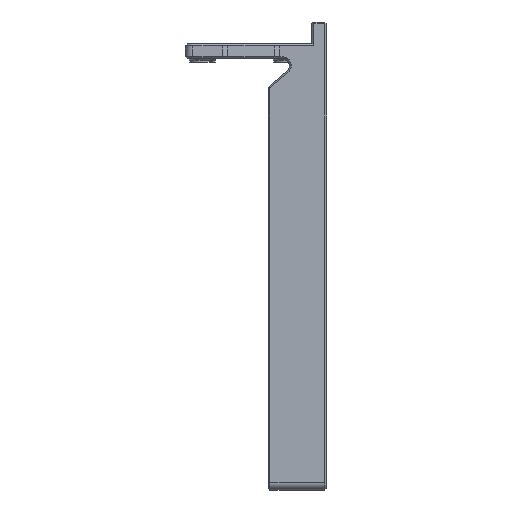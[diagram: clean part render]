
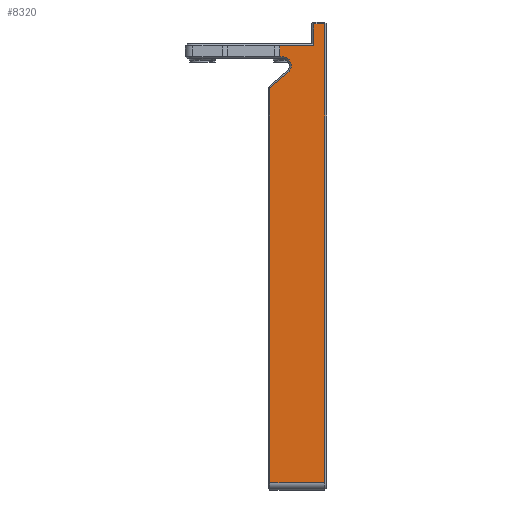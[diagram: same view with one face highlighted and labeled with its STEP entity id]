
A CAD part, front view. The second image highlights one B-rep face of the part: STEP entity #8320.
In plain terms, the highlighted planar face has unit normal (0, -1, 0).
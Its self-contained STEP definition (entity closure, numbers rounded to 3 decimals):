
#448=PLANE('',#9080);
#884=FACE_OUTER_BOUND('',#1405,.T.);
#1405=EDGE_LOOP('',(#7075,#7076,#7077,#7078,#7079,#7080,#7081,#7082,#7083,
#7084));
#1795=CIRCLE('',#8953,2.5);
#2323=LINE('',#14002,#3121);
#2327=LINE('',#14013,#3125);
#2330=LINE('',#14018,#3128);
#2379=LINE('',#14160,#3177);
#2436=LINE('',#14317,#3234);
#2478=LINE('',#14423,#3276);
#2480=LINE('',#14429,#3278);
#2482=LINE('',#14433,#3280);
#2483=LINE('',#14436,#3281);
#3121=VECTOR('',#10619,10.);
#3125=VECTOR('',#10631,10.);
#3128=VECTOR('',#10636,10.);
#3177=VECTOR('',#10729,10.);
#3234=VECTOR('',#10902,10.);
#3276=VECTOR('',#11020,10.);
#3278=VECTOR('',#11028,10.);
#3280=VECTOR('',#11034,10.);
#3281=VECTOR('',#11039,10.);
#3960=VERTEX_POINT('',#13995);
#3962=VERTEX_POINT('',#14000);
#3964=VERTEX_POINT('',#14007);
#3965=VERTEX_POINT('',#14011);
#3966=VERTEX_POINT('',#14016);
#4023=VERTEX_POINT('',#14149);
#4026=VERTEX_POINT('',#14156);
#4069=VERTEX_POINT('',#14315);
#4094=VERTEX_POINT('',#14417);
#4095=VERTEX_POINT('',#14421);
#4944=EDGE_CURVE('',#3962,#3960,#2323,.T.);
#4948=EDGE_CURVE('',#3964,#3962,#1795,.T.);
#4950=EDGE_CURVE('',#3965,#3964,#2327,.T.);
#4953=EDGE_CURVE('',#3966,#3965,#2330,.T.);
#5019=EDGE_CURVE('',#4023,#4026,#2379,.T.);
#5099=EDGE_CURVE('',#4069,#4023,#2436,.T.);
#5153=EDGE_CURVE('',#4094,#4095,#2478,.T.);
#5156=EDGE_CURVE('',#4026,#3966,#2480,.T.);
#5159=EDGE_CURVE('',#4095,#4069,#2482,.T.);
#5160=EDGE_CURVE('',#3960,#4094,#2483,.T.);
#7075=ORIENTED_EDGE('',*,*,#4950,.F.);
#7076=ORIENTED_EDGE('',*,*,#4953,.F.);
#7077=ORIENTED_EDGE('',*,*,#5156,.F.);
#7078=ORIENTED_EDGE('',*,*,#5019,.F.);
#7079=ORIENTED_EDGE('',*,*,#5099,.F.);
#7080=ORIENTED_EDGE('',*,*,#5159,.F.);
#7081=ORIENTED_EDGE('',*,*,#5153,.F.);
#7082=ORIENTED_EDGE('',*,*,#5160,.F.);
#7083=ORIENTED_EDGE('',*,*,#4944,.F.);
#7084=ORIENTED_EDGE('',*,*,#4948,.F.);
#8320=ADVANCED_FACE('',(#884),#448,.F.);
#8953=AXIS2_PLACEMENT_3D('',#14009,#10626,#10627);
#9080=AXIS2_PLACEMENT_3D('',#14435,#11037,#11038);
#10619=DIRECTION('',(-1.,0.,0.));
#10626=DIRECTION('center_axis',(0.,-1.,0.));
#10627=DIRECTION('ref_axis',(0.94,0.,0.342));
#10631=DIRECTION('',(0.766,0.,0.643));
#10636=DIRECTION('',(0.,0.,1.));
#10729=DIRECTION('',(0.,0.,-1.));
#10902=DIRECTION('',(1.,0.,0.));
#11020=DIRECTION('',(1.,0.,0.));
#11028=DIRECTION('',(-1.,0.,0.));
#11034=DIRECTION('',(0.,0.,1.));
#11037=DIRECTION('center_axis',(0.,1.,0.));
#11038=DIRECTION('ref_axis',(1.,0.,0.));
#11039=DIRECTION('',(0.,0.,1.));
#13995=CARTESIAN_POINT('',(-8.849,0.,-13.5));
#14000=CARTESIAN_POINT('',(-8.191,0.,-13.5));
#14002=CARTESIAN_POINT('',(-15.169,0.,-13.5));
#14007=CARTESIAN_POINT('',(-6.584,0.,-17.915));
#14009=CARTESIAN_POINT('Origin',(-8.191,0.,-16.));
#14011=CARTESIAN_POINT('',(-11.54,0.,-22.074));
#14013=CARTESIAN_POINT('',(-7.702,0.,-18.853));
#14016=CARTESIAN_POINT('',(-11.54,0.,-130.26));
#14018=CARTESIAN_POINT('',(-11.54,0.,-66.13));
#14149=CARTESIAN_POINT('',(3.5,0.,-4.5));
#14156=CARTESIAN_POINT('',(3.5,0.,-130.26));
#14160=CARTESIAN_POINT('',(3.5,0.,-34.065));
#14315=CARTESIAN_POINT('',(0.5,0.,-4.5));
#14317=CARTESIAN_POINT('',(-6.5,0.,-4.5));
#14417=CARTESIAN_POINT('',(-8.849,0.,-10.5));
#14421=CARTESIAN_POINT('',(0.5,0.,-10.5));
#14423=CARTESIAN_POINT('',(-15.169,0.,-10.5));
#14429=CARTESIAN_POINT('',(0.,0.,-130.26));
#14433=CARTESIAN_POINT('',(0.5,0.,-34.065));
#14435=CARTESIAN_POINT('Origin',(-15.,0.,-2.));
#14436=CARTESIAN_POINT('',(-8.849,0.,-5.));
